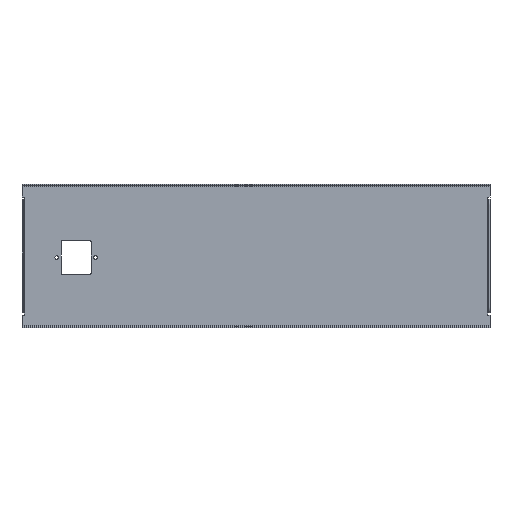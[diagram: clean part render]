
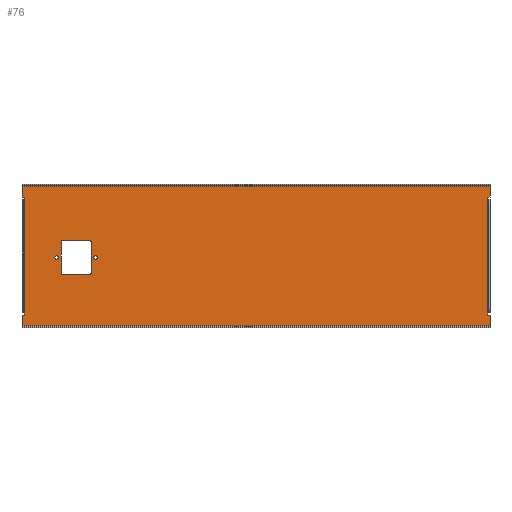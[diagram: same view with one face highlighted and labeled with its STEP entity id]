
A CAD part, top view. The second image highlights one B-rep face of the part: STEP entity #76.
In plain terms, the highlighted planar face has unit normal (0, 0, 1).
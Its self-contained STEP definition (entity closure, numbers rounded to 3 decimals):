
#76=ADVANCED_FACE('',(#184,#185,#186,#187),#188,.T.);
#184=FACE_OUTER_BOUND('',#355,.T.);
#185=FACE_BOUND('',#356,.T.);
#186=FACE_BOUND('',#357,.T.);
#187=FACE_BOUND('',#358,.T.);
#188=PLANE('',#359);
#355=EDGE_LOOP('',(#680,#681,#682,#683,#684,#685,#686,#687,#688,#689,#690,#691,#692,#693,#694,#695));
#356=EDGE_LOOP('',(#696,#697,#698,#699,#700,#701,#702,#703,#704,#705,#706,#707));
#357=EDGE_LOOP('',(#708,#709));
#358=EDGE_LOOP('',(#710,#711));
#359=AXIS2_PLACEMENT_3D('',#712,#713,#714);
#680=ORIENTED_EDGE('',*,*,#1276,.F.);
#681=ORIENTED_EDGE('',*,*,#1277,.T.);
#682=ORIENTED_EDGE('',*,*,#1278,.T.);
#683=ORIENTED_EDGE('',*,*,#1279,.T.);
#684=ORIENTED_EDGE('',*,*,#1280,.F.);
#685=ORIENTED_EDGE('',*,*,#1281,.T.);
#686=ORIENTED_EDGE('',*,*,#1282,.T.);
#687=ORIENTED_EDGE('',*,*,#1283,.T.);
#688=ORIENTED_EDGE('',*,*,#1284,.F.);
#689=ORIENTED_EDGE('',*,*,#1285,.T.);
#690=ORIENTED_EDGE('',*,*,#1286,.T.);
#691=ORIENTED_EDGE('',*,*,#1287,.T.);
#692=ORIENTED_EDGE('',*,*,#1288,.F.);
#693=ORIENTED_EDGE('',*,*,#1289,.T.);
#694=ORIENTED_EDGE('',*,*,#1290,.T.);
#695=ORIENTED_EDGE('',*,*,#1291,.T.);
#696=ORIENTED_EDGE('',*,*,#1292,.T.);
#697=ORIENTED_EDGE('',*,*,#1233,.F.);
#698=ORIENTED_EDGE('',*,*,#1293,.F.);
#699=ORIENTED_EDGE('',*,*,#1294,.T.);
#700=ORIENTED_EDGE('',*,*,#1229,.F.);
#701=ORIENTED_EDGE('',*,*,#1295,.F.);
#702=ORIENTED_EDGE('',*,*,#1296,.T.);
#703=ORIENTED_EDGE('',*,*,#1225,.F.);
#704=ORIENTED_EDGE('',*,*,#1297,.F.);
#705=ORIENTED_EDGE('',*,*,#1298,.T.);
#706=ORIENTED_EDGE('',*,*,#1221,.F.);
#707=ORIENTED_EDGE('',*,*,#1299,.F.);
#708=ORIENTED_EDGE('',*,*,#1237,.T.);
#709=ORIENTED_EDGE('',*,*,#1247,.T.);
#710=ORIENTED_EDGE('',*,*,#1241,.T.);
#711=ORIENTED_EDGE('',*,*,#1245,.T.);
#712=CARTESIAN_POINT('',(216.0,66.35,1.0));
#713=DIRECTION('',(0.0,0.0,1.0));
#714=DIRECTION('',(1.0,0.0,0.0));
#1221=EDGE_CURVE('',#1508,#1511,#1512,.T.);
#1225=EDGE_CURVE('',#1516,#1519,#1520,.T.);
#1229=EDGE_CURVE('',#1524,#1527,#1528,.T.);
#1233=EDGE_CURVE('',#1532,#1535,#1536,.T.);
#1237=EDGE_CURVE('',#1543,#1540,#1544,.T.);
#1241=EDGE_CURVE('',#1551,#1548,#1552,.T.);
#1245=EDGE_CURVE('',#1548,#1551,#1557,.T.);
#1247=EDGE_CURVE('',#1540,#1543,#1559,.T.);
#1276=EDGE_CURVE('',#1612,#1613,#1614,.T.);
#1277=EDGE_CURVE('',#1612,#1615,#1616,.T.);
#1278=EDGE_CURVE('',#1615,#1617,#1618,.T.);
#1279=EDGE_CURVE('',#1617,#1619,#1620,.T.);
#1280=EDGE_CURVE('',#1621,#1619,#1622,.T.);
#1281=EDGE_CURVE('',#1621,#1623,#1624,.T.);
#1282=EDGE_CURVE('',#1623,#1625,#1626,.T.);
#1283=EDGE_CURVE('',#1625,#1627,#1628,.T.);
#1284=EDGE_CURVE('',#1629,#1627,#1630,.T.);
#1285=EDGE_CURVE('',#1629,#1631,#1632,.T.);
#1286=EDGE_CURVE('',#1631,#1633,#1634,.T.);
#1287=EDGE_CURVE('',#1633,#1635,#1636,.T.);
#1288=EDGE_CURVE('',#1637,#1635,#1638,.T.);
#1289=EDGE_CURVE('',#1637,#1639,#1640,.T.);
#1290=EDGE_CURVE('',#1639,#1641,#1642,.T.);
#1291=EDGE_CURVE('',#1641,#1613,#1643,.T.);
#1292=EDGE_CURVE('',#1644,#1535,#1645,.T.);
#1293=EDGE_CURVE('',#1646,#1532,#1647,.T.);
#1294=EDGE_CURVE('',#1646,#1527,#1648,.T.);
#1295=EDGE_CURVE('',#1649,#1524,#1650,.T.);
#1296=EDGE_CURVE('',#1649,#1519,#1651,.T.);
#1297=EDGE_CURVE('',#1652,#1516,#1653,.T.);
#1298=EDGE_CURVE('',#1652,#1511,#1654,.T.);
#1299=EDGE_CURVE('',#1644,#1508,#1655,.T.);
#1508=VERTEX_POINT('',#1912);
#1511=VERTEX_POINT('',#1916);
#1512=CIRCLE('',#1917,1.0);
#1516=VERTEX_POINT('',#1922);
#1519=VERTEX_POINT('',#1926);
#1520=CIRCLE('',#1927,1.0);
#1524=VERTEX_POINT('',#1932);
#1527=VERTEX_POINT('',#1936);
#1528=CIRCLE('',#1937,1.0);
#1532=VERTEX_POINT('',#1942);
#1535=VERTEX_POINT('',#1946);
#1536=CIRCLE('',#1947,1.0);
#1540=VERTEX_POINT('',#1952);
#1543=VERTEX_POINT('',#1956);
#1544=CIRCLE('',#1957,1.6);
#1548=VERTEX_POINT('',#1962);
#1551=VERTEX_POINT('',#1966);
#1552=CIRCLE('',#1967,1.65);
#1557=CIRCLE('',#1973,1.65);
#1559=CIRCLE('',#1975,1.6);
#1612=VERTEX_POINT('',#2052);
#1613=VERTEX_POINT('',#2053);
#1614=LINE('',#2054,#2055);
#1615=VERTEX_POINT('',#2056);
#1616=LINE('',#2057,#2058);
#1617=VERTEX_POINT('',#2059);
#1618=LINE('',#2060,#2061);
#1619=VERTEX_POINT('',#2062);
#1620=LINE('',#2063,#2064);
#1621=VERTEX_POINT('',#2065);
#1622=LINE('',#2066,#2067);
#1623=VERTEX_POINT('',#2068);
#1624=LINE('',#2069,#2070);
#1625=VERTEX_POINT('',#2071);
#1626=LINE('',#2072,#2073);
#1627=VERTEX_POINT('',#2074);
#1628=LINE('',#2075,#2076);
#1629=VERTEX_POINT('',#2077);
#1630=LINE('',#2078,#2079);
#1631=VERTEX_POINT('',#2080);
#1632=LINE('',#2081,#2082);
#1633=VERTEX_POINT('',#2083);
#1634=LINE('',#2084,#2085);
#1635=VERTEX_POINT('',#2086);
#1636=LINE('',#2087,#2088);
#1637=VERTEX_POINT('',#2089);
#1638=LINE('',#2090,#2091);
#1639=VERTEX_POINT('',#2092);
#1640=LINE('',#2093,#2094);
#1641=VERTEX_POINT('',#2095);
#1642=LINE('',#2096,#2097);
#1643=LINE('',#2098,#2099);
#1644=VERTEX_POINT('',#2100);
#1645=LINE('',#2101,#2102);
#1646=VERTEX_POINT('',#2103);
#1647=CIRCLE('',#2104,1.0);
#1648=LINE('',#2105,#2106);
#1649=VERTEX_POINT('',#2107);
#1650=CIRCLE('',#2108,1.0);
#1651=LINE('',#2109,#2110);
#1652=VERTEX_POINT('',#2111);
#1653=CIRCLE('',#2112,1.0);
#1654=LINE('',#2113,#2114);
#1655=CIRCLE('',#2115,1.0);
#1912=CARTESIAN_POINT('',(63.457,80.207,1.0));
#1916=CARTESIAN_POINT('',(62.75,80.5,1.0));
#1917=AXIS2_PLACEMENT_3D('',#2389,#2390,#2391);
#1922=CARTESIAN_POINT('',(36.543,80.207,1.0));
#1926=CARTESIAN_POINT('',(36.25,79.5,1.0));
#1927=AXIS2_PLACEMENT_3D('',#2397,#2398,#2399);
#1932=CARTESIAN_POINT('',(36.543,49.793,1.0));
#1936=CARTESIAN_POINT('',(37.25,49.5,1.0));
#1937=AXIS2_PLACEMENT_3D('',#2405,#2406,#2407);
#1942=CARTESIAN_POINT('',(63.457,49.793,1.0));
#1946=CARTESIAN_POINT('',(63.75,50.5,1.0));
#1947=AXIS2_PLACEMENT_3D('',#2413,#2414,#2415);
#1952=CARTESIAN_POINT('',(33.6,65.0,1.0));
#1956=CARTESIAN_POINT('',(30.4,65.0,1.0));
#1957=AXIS2_PLACEMENT_3D('',#2421,#2422,#2423);
#1962=CARTESIAN_POINT('',(69.65,65.0,1.0));
#1966=CARTESIAN_POINT('',(66.35,65.0,1.0));
#1967=AXIS2_PLACEMENT_3D('',#2429,#2430,#2431);
#1973=AXIS2_PLACEMENT_3D('',#2439,#2440,#2441);
#1975=AXIS2_PLACEMENT_3D('',#2445,#2446,#2447);
#2052=CARTESIAN_POINT('',(430.0,118.85,1.0));
#2053=CARTESIAN_POINT('',(430.0,13.85,1.0));
#2054=CARTESIAN_POINT('',(430.0,66.35,1.0));
#2055=VECTOR('',#2484,1.0);
#2056=CARTESIAN_POINT('',(430.0,120.85,1.0));
#2057=CARTESIAN_POINT('',(430.0,93.1,1.0));
#2058=VECTOR('',#2485,1.0);
#2059=CARTESIAN_POINT('',(432.0,120.85,1.0));
#2060=CARTESIAN_POINT('',(323.5,120.85,1.0));
#2061=VECTOR('',#2486,1.0);
#2062=CARTESIAN_POINT('',(432.0,130.7,1.0));
#2063=CARTESIAN_POINT('',(432.0,66.35,1.0));
#2064=VECTOR('',#2487,1.0);
#2065=CARTESIAN_POINT('',(0.0,130.7,1.0));
#2066=CARTESIAN_POINT('',(216.0,130.7,1.0));
#2067=VECTOR('',#2488,1.0);
#2068=CARTESIAN_POINT('',(0.0,120.85,1.0));
#2069=CARTESIAN_POINT('',(0.0,66.35,1.0));
#2070=VECTOR('',#2489,1.0);
#2071=CARTESIAN_POINT('',(2.0,120.85,1.0));
#2072=CARTESIAN_POINT('',(108.5,120.85,1.0));
#2073=VECTOR('',#2490,1.0);
#2074=CARTESIAN_POINT('',(2.0,118.85,1.0));
#2075=CARTESIAN_POINT('',(2.0,93.1,1.0));
#2076=VECTOR('',#2491,1.0);
#2077=CARTESIAN_POINT('',(2.0,13.85,1.0));
#2078=CARTESIAN_POINT('',(2.0,66.35,1.0));
#2079=VECTOR('',#2492,1.0);
#2080=CARTESIAN_POINT('',(2.0,11.85,1.0));
#2081=CARTESIAN_POINT('',(2.0,39.6,1.0));
#2082=VECTOR('',#2493,1.0);
#2083=CARTESIAN_POINT('',(0.0,11.85,1.0));
#2084=CARTESIAN_POINT('',(108.5,11.85,1.0));
#2085=VECTOR('',#2494,1.0);
#2086=CARTESIAN_POINT('',(0.0,2.0,1.0));
#2087=CARTESIAN_POINT('',(0.0,66.35,1.0));
#2088=VECTOR('',#2495,1.0);
#2089=CARTESIAN_POINT('',(432.0,2.0,1.0));
#2090=CARTESIAN_POINT('',(216.0,2.0,1.0));
#2091=VECTOR('',#2496,1.0);
#2092=CARTESIAN_POINT('',(432.0,11.85,1.0));
#2093=CARTESIAN_POINT('',(432.0,66.35,1.0));
#2094=VECTOR('',#2497,1.0);
#2095=CARTESIAN_POINT('',(430.0,11.85,1.0));
#2096=CARTESIAN_POINT('',(323.5,11.85,1.0));
#2097=VECTOR('',#2498,1.0);
#2098=CARTESIAN_POINT('',(430.0,39.6,1.0));
#2099=VECTOR('',#2499,1.0);
#2100=CARTESIAN_POINT('',(63.75,79.5,1.0));
#2101=CARTESIAN_POINT('',(63.75,65.675,1.0));
#2102=VECTOR('',#2500,1.0);
#2103=CARTESIAN_POINT('',(62.75,49.5,1.0));
#2104=AXIS2_PLACEMENT_3D('',#2501,#2502,#2503);
#2105=CARTESIAN_POINT('',(133.0,49.5,1.0));
#2106=VECTOR('',#2504,1.0);
#2107=CARTESIAN_POINT('',(36.25,50.5,1.0));
#2108=AXIS2_PLACEMENT_3D('',#2505,#2506,#2507);
#2109=CARTESIAN_POINT('',(36.25,65.675,1.0));
#2110=VECTOR('',#2508,1.0);
#2111=CARTESIAN_POINT('',(37.25,80.5,1.0));
#2112=AXIS2_PLACEMENT_3D('',#2509,#2510,#2511);
#2113=CARTESIAN_POINT('',(133.0,80.5,1.0));
#2114=VECTOR('',#2512,1.0);
#2115=AXIS2_PLACEMENT_3D('',#2513,#2514,#2515);
#2389=CARTESIAN_POINT('',(62.75,79.5,1.0));
#2390=DIRECTION('',(0.0,-0.0,1.0));
#2391=DIRECTION('',(0.707,0.707,0.0));
#2397=CARTESIAN_POINT('',(37.25,79.5,1.0));
#2398=DIRECTION('',(0.0,0.0,1.0));
#2399=DIRECTION('',(-0.707,0.707,0.0));
#2405=CARTESIAN_POINT('',(37.25,50.5,1.0));
#2406=DIRECTION('',(0.0,0.0,1.0));
#2407=DIRECTION('',(-0.707,-0.707,0.0));
#2413=CARTESIAN_POINT('',(62.75,50.5,1.0));
#2414=DIRECTION('',(0.0,0.0,1.0));
#2415=DIRECTION('',(0.707,-0.707,0.0));
#2421=CARTESIAN_POINT('',(32.0,65.0,1.0));
#2422=DIRECTION('',(0.0,0.0,-1.0));
#2423=DIRECTION('',(1.0,0.0,0.0));
#2429=CARTESIAN_POINT('',(68.0,65.0,1.0));
#2430=DIRECTION('',(0.0,0.0,-1.0));
#2431=DIRECTION('',(1.0,0.0,0.0));
#2439=CARTESIAN_POINT('',(68.0,65.0,1.0));
#2440=DIRECTION('',(0.0,0.0,-1.0));
#2441=DIRECTION('',(1.0,0.0,0.0));
#2445=CARTESIAN_POINT('',(32.0,65.0,1.0));
#2446=DIRECTION('',(0.0,0.0,-1.0));
#2447=DIRECTION('',(1.0,0.0,0.0));
#2484=DIRECTION('',(0.0,-1.0,0.0));
#2485=DIRECTION('',(0.0,1.0,0.0));
#2486=DIRECTION('',(1.0,0.0,-0.0));
#2487=DIRECTION('',(0.0,1.0,0.0));
#2488=DIRECTION('',(1.0,-0.0,-0.0));
#2489=DIRECTION('',(0.0,-1.0,0.0));
#2490=DIRECTION('',(1.0,0.0,-0.0));
#2491=DIRECTION('',(0.0,-1.0,0.0));
#2492=DIRECTION('',(0.0,1.0,-0.0));
#2493=DIRECTION('',(0.0,-1.0,0.0));
#2494=DIRECTION('',(-1.0,0.0,0.0));
#2495=DIRECTION('',(0.0,-1.0,0.0));
#2496=DIRECTION('',(-1.0,0.0,0.0));
#2497=DIRECTION('',(0.0,1.0,0.0));
#2498=DIRECTION('',(-1.0,0.0,0.0));
#2499=DIRECTION('',(0.0,1.0,0.0));
#2500=DIRECTION('',(0.0,-1.0,0.0));
#2501=CARTESIAN_POINT('',(62.75,50.5,1.0));
#2502=DIRECTION('',(0.0,0.0,1.0));
#2503=DIRECTION('',(0.707,-0.707,0.0));
#2504=DIRECTION('',(-1.0,0.0,0.0));
#2505=CARTESIAN_POINT('',(37.25,50.5,1.0));
#2506=DIRECTION('',(0.0,0.0,1.0));
#2507=DIRECTION('',(-0.707,-0.707,0.0));
#2508=DIRECTION('',(0.0,1.0,0.0));
#2509=CARTESIAN_POINT('',(37.25,79.5,1.0));
#2510=DIRECTION('',(0.0,0.0,1.0));
#2511=DIRECTION('',(-0.707,0.707,0.0));
#2512=DIRECTION('',(1.0,0.0,-0.0));
#2513=CARTESIAN_POINT('',(62.75,79.5,1.0));
#2514=DIRECTION('',(0.0,-0.0,1.0));
#2515=DIRECTION('',(0.707,0.707,0.0));
